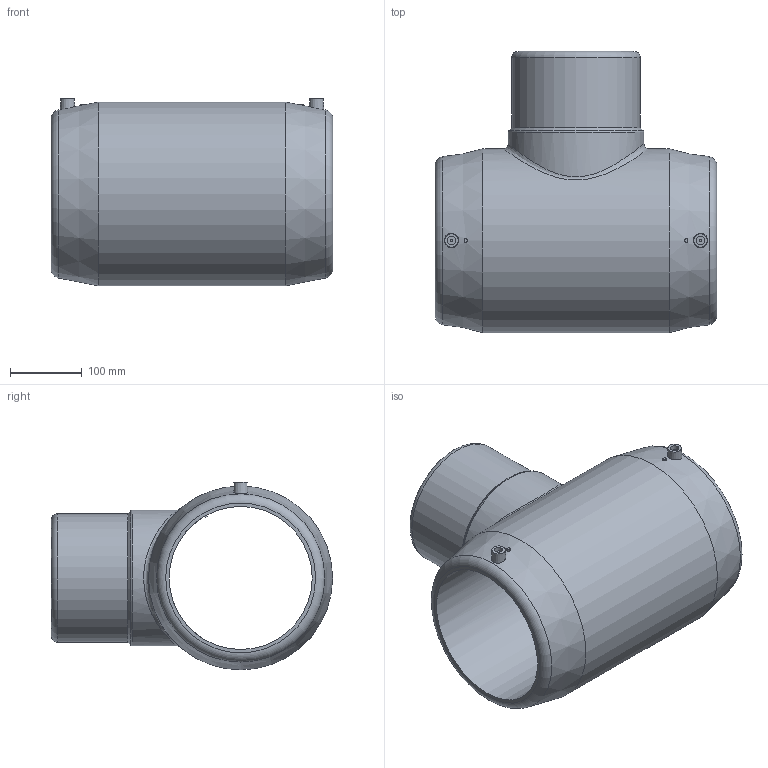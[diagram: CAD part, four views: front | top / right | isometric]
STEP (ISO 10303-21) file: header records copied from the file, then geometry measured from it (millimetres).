
FILE_DESCRIPTION(/* description */ ('Unknown'),/* implementation_level */ '2;1');
FILE_NAME(/* name */ 'TREP200180C',/* time_stamp */ '2020-12-15T16:49:10+01:00',/* author */ ('Unknown'),/* organization */ ('Unknown'),/* preprocessor_version */ 'ST-DEVELOPER v16.7',/* originating_system */ 'Solid Edge',/* authorisation */ 'Unknown');
FILE_SCHEMA (('AUTOMOTIVE_DESIGN {1 0 10303 214 3 1 1}'));
Length unit declared in the file: millimetre
Products named in the file (1): TREP200180C
Bounding box: 394 x 393 x 262.5 mm (x, y, z)
Volume: 8227459.9 mm3; surface area: 711748.4 mm2
Topology: 1 solids, 1 shells, 39 faces, 87 edges, 56 vertices
Faces by surface type: plane 18, cylinder 11, cone 5, torus 4, bspline 1
Full cylindrical faces by diameter (mm): 4 x2, 5 x2, 11.5 x2, 147.2 x1, 180 x1, 190 x1, 200 x1, 257 x1
Entity records: 1359 total; most frequent: CARTESIAN_POINT 634, DIRECTION 148, ORIENTED_EDGE 98, EDGE_LOOP 74, FACE_BOUND 74, AXIS2_PLACEMENT_3D 69, EDGE_CURVE 49, VERTEX_POINT 43
